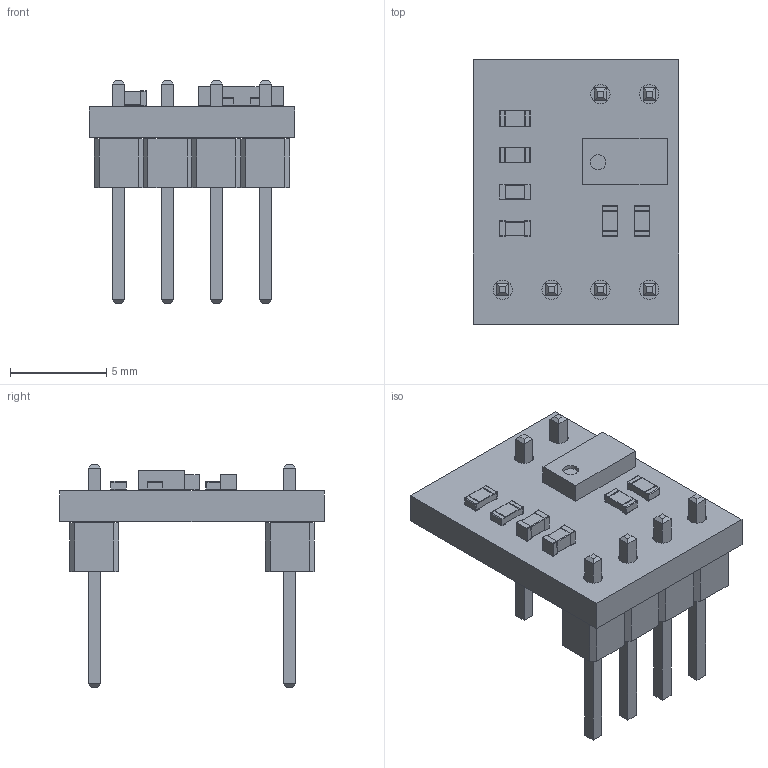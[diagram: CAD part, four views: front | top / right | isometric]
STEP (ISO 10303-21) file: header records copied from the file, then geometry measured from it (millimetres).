
FILE_DESCRIPTION(('KiCad electronic assembly'),'2;1');
FILE_NAME('09-ToF_mod_horizontal.step','2025-01-13T19:55:59',('Pcbnew'), ('Kicad'),'Open CASCADE STEP processor 7.7','KiCad to STEP converter', 'Unknown');
FILE_SCHEMA(('AUTOMOTIVE_DESIGN { 1 0 10303 214 1 1 1 1 }'));
Length unit declared in the file: millimetre
Products named in the file (12): 09-ToF_mod_horizontal 1; R_0603_1608Metric; SOLID; vl53l0x; COMPOUND; C_0603_1608Metric; PinHeader_1x02_P2.54mm_Vertical; PinHeader_1x04_P2.54mm_Vertical; 09-ToF_mod PCB
Assembly tree (15 placements, depth 3):
  09-ToF_mod_horizontal 1
    R_0603_1608Metric  x4
      SOLID
    vl53l0x
      COMPOUND
    C_0603_1608Metric  x2
      SOLID
    PinHeader_1x02_P2.54mm_Vertical
      SOLID
    PinHeader_1x04_P2.54mm_Vertical
      SOLID
    09-ToF_mod PCB
Bounding box: 10.67 x 13.72 x 11.54 mm (x, y, z)
Volume: 359.3 mm3; surface area: 773.4 mm2
Topology: 10 solids, 10 shells, 332 faces, 821 edges, 526 vertices
Faces by surface type: plane 269, cylinder 63
Full cylindrical faces by diameter (mm): 0.8 x1, 1 x6
Entity records: 15349 total; most frequent: CARTESIAN_POINT 2421, DIRECTION 2140, LINE 1527, VECTOR 1527, ORIENTED_EDGE 1090, PCURVE 1090, DEFINITIONAL_REPRESENTATION 1090, EDGE_CURVE 545
